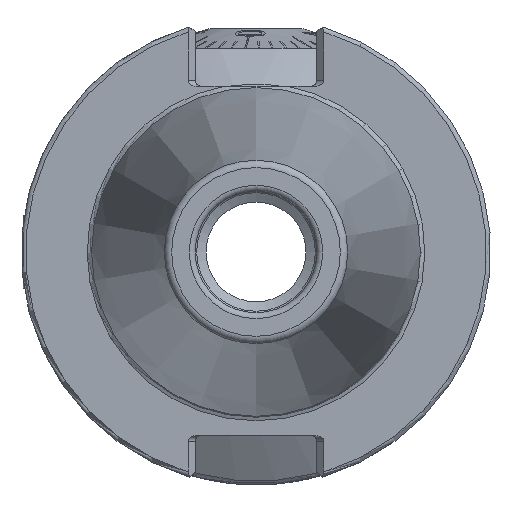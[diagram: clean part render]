
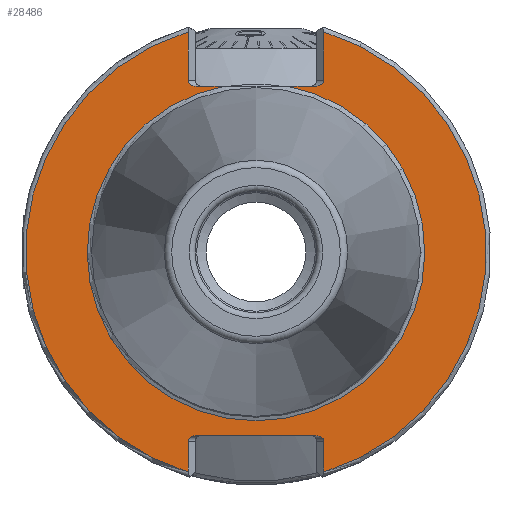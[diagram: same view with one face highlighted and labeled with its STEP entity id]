
A CAD part, left-side view. The second image highlights one B-rep face of the part: STEP entity #28486.
In plain terms, the highlighted planar face has unit normal (-1, 0, 0).
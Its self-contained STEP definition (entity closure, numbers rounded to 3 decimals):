
#25 = DIRECTION ( 'NONE',  ( 1., 0., 0. ) ) ;
#688 = CARTESIAN_POINT ( 'NONE',  ( 3.175, 9.19, 23.22 ) ) ;
#1345 = CIRCLE ( 'NONE', #12933, 31.15 ) ;
#1643 =( BOUNDED_CURVE ( )  B_SPLINE_CURVE ( 3, ( #7062, #37764, #37888, #31791 ),
 .UNSPECIFIED., .F., .T. ) 
 B_SPLINE_CURVE_WITH_KNOTS ( ( 4, 4 ),
 ( 4.712, 6.283 ),
 .UNSPECIFIED. ) 
 CURVE ( )  GEOMETRIC_REPRESENTATION_ITEM ( )  RATIONAL_B_SPLINE_CURVE ( ( 1., 0.805, 0.805, 1. ) ) 
 REPRESENTATION_ITEM ( '' )  );
#1716 = VERTEX_POINT ( 'NONE', #38376 ) ;
#1958 = VERTEX_POINT ( 'NONE', #19875 ) ;
#2006 = EDGE_CURVE ( 'NONE', #7967, #35564, #24280, .T. ) ;
#2027 = ORIENTED_EDGE ( 'NONE', *, *, #36723, .T. ) ;
#2221 = ORIENTED_EDGE ( 'NONE', *, *, #33561, .T. ) ;
#2251 = EDGE_CURVE ( 'NONE', #3492, #22458, #15567, .T. ) ;
#2945 = LINE ( 'NONE', #24412, #32931 ) ;
#3196 = CARTESIAN_POINT ( 'NONE',  ( 3.175, -9.19, 0. ) ) ;
#3335 = CARTESIAN_POINT ( 'NONE',  ( 3.175, 9.19, -25.62 ) ) ;
#3492 = VERTEX_POINT ( 'NONE', #20164 ) ;
#4182 = CARTESIAN_POINT ( 'NONE',  ( 3.175, -9.19, -25.62 ) ) ;
#4638 = CARTESIAN_POINT ( 'NONE',  ( 3.175, 0., 0. ) ) ;
#5209 = ORIENTED_EDGE ( 'NONE', *, *, #28074, .F. ) ;
#5529 = DIRECTION ( 'NONE',  ( -1., 0., 0. ) ) ;
#5837 = ORIENTED_EDGE ( 'NONE', *, *, #24443, .F. ) ;
#6230 = CARTESIAN_POINT ( 'NONE',  ( 3.175, -8.059, -24.82 ) ) ;
#6419 = CARTESIAN_POINT ( 'NONE',  ( 3.175, 22.825, 0. ) ) ;
#6886 = VERTEX_POINT ( 'NONE', #31219 ) ;
#7062 = CARTESIAN_POINT ( 'NONE',  ( 3.175, -8.059, -24.82 ) ) ;
#7251 = LINE ( 'NONE', #7767, #39422 ) ;
#7767 = CARTESIAN_POINT ( 'NONE',  ( 3.175, 9.19, -31.75 ) ) ;
#7967 = VERTEX_POINT ( 'NONE', #12676 ) ;
#8893 =( BOUNDED_CURVE ( )  B_SPLINE_CURVE ( 3, ( #22420, #13169, #38038, #688 ),
 .UNSPECIFIED., .F., .T. ) 
 B_SPLINE_CURVE_WITH_KNOTS ( ( 4, 4 ),
 ( 4.712, 6.283 ),
 .UNSPECIFIED. ) 
 CURVE ( )  GEOMETRIC_REPRESENTATION_ITEM ( )  RATIONAL_B_SPLINE_CURVE ( ( 1., 0.805, 0.805, 1. ) ) 
 REPRESENTATION_ITEM ( '' )  );
#9401 = ORIENTED_EDGE ( 'NONE', *, *, #2006, .T. ) ;
#9431 = CARTESIAN_POINT ( 'NONE',  ( 3.175, 0., 0. ) ) ;
#9488 = CARTESIAN_POINT ( 'NONE',  ( 3.175, 8.059, -24.82 ) ) ;
#10769 = CARTESIAN_POINT ( 'NONE',  ( 3.175, -8.059, 22.42 ) ) ;
#10902 = DIRECTION ( 'NONE',  ( -1., 0., 0. ) ) ;
#12676 = CARTESIAN_POINT ( 'NONE',  ( 3.175, 8.059, -24.82 ) ) ;
#12933 = AXIS2_PLACEMENT_3D ( 'NONE', #9431, #21772, #27976 ) ;
#13169 = CARTESIAN_POINT ( 'NONE',  ( 3.175, 8.721, 22.42 ) ) ;
#14496 = ORIENTED_EDGE ( 'NONE', *, *, #28899, .F. ) ;
#14540 = CARTESIAN_POINT ( 'NONE',  ( 3.175, -9.19, 22.751 ) ) ;
#14773 = VERTEX_POINT ( 'NONE', #4182 ) ;
#14909 = VERTEX_POINT ( 'NONE', #29448 ) ;
#15567 = LINE ( 'NONE', #26034, #27620 ) ;
#17080 = CARTESIAN_POINT ( 'NONE',  ( 3.175, 8.059, 22.42 ) ) ;
#18323 = ORIENTED_EDGE ( 'NONE', *, *, #39905, .T. ) ;
#19872 = DIRECTION ( 'NONE',  ( 0., 0., 1. ) ) ;
#19875 = CARTESIAN_POINT ( 'NONE',  ( 3.175, 9.19, -25.62 ) ) ;
#20007 = DIRECTION ( 'NONE',  ( 0., -1., 0. ) ) ;
#20164 = CARTESIAN_POINT ( 'NONE',  ( 3.175, 4.281, 22.42 ) ) ;
#20249 = ORIENTED_EDGE ( 'NONE', *, *, #36731, .T. ) ;
#20627 = DIRECTION ( 'NONE',  ( 0., 0., 1. ) ) ;
#21686 = DIRECTION ( 'NONE',  ( 0., 0., 1. ) ) ;
#21772 = DIRECTION ( 'NONE',  ( -1., 0., 0. ) ) ;
#22420 = CARTESIAN_POINT ( 'NONE',  ( 3.175, 8.059, 22.42 ) ) ;
#22443 = VECTOR ( 'NONE', #21686, 1000. ) ;
#22458 = VERTEX_POINT ( 'NONE', #17080 ) ;
#23282 = DIRECTION ( 'NONE',  ( 0., 1., 0. ) ) ;
#23643 = VERTEX_POINT ( 'NONE', #32849 ) ;
#23802 = VECTOR ( 'NONE', #33068, 1000. ) ;
#23822 = VECTOR ( 'NONE', #23282, 1000. ) ;
#24280 = LINE ( 'NONE', #38465, #27157 ) ;
#24412 = CARTESIAN_POINT ( 'NONE',  ( 3.175, -9.19, -31.75 ) ) ;
#24430 =( BOUNDED_CURVE ( )  B_SPLINE_CURVE ( 3, ( #29780, #14540, #35767, #26519 ),
 .UNSPECIFIED., .F., .T. ) 
 B_SPLINE_CURVE_WITH_KNOTS ( ( 4, 4 ),
 ( 3.142, 4.712 ),
 .UNSPECIFIED. ) 
 CURVE ( )  GEOMETRIC_REPRESENTATION_ITEM ( )  RATIONAL_B_SPLINE_CURVE ( ( 1., 0.805, 0.805, 1. ) ) 
 REPRESENTATION_ITEM ( '' )  );
#24443 = EDGE_CURVE ( 'NONE', #1716, #14773, #2945, .T. ) ;
#24498 = ORIENTED_EDGE ( 'NONE', *, *, #2251, .T. ) ;
#25848 = FACE_OUTER_BOUND ( 'NONE', #25988, .T. ) ;
#25988 = EDGE_LOOP ( 'NONE', ( #2027, #29566, #9401, #32355, #5837, #26083, #5209, #2221, #18323, #14496, #24498, #39286, #28320, #20249 ) ) ;
#26034 = CARTESIAN_POINT ( 'NONE',  ( 3.175, 22.825, 22.42 ) ) ;
#26083 = ORIENTED_EDGE ( 'NONE', *, *, #26259, .T. ) ;
#26108 = DIRECTION ( 'NONE',  ( 0., 0., 1. ) ) ;
#26251 = CARTESIAN_POINT ( 'NONE',  ( 3.175, 22.825, 22.42 ) ) ;
#26259 = EDGE_CURVE ( 'NONE', #1716, #23643, #1345, .T. ) ;
#26519 = CARTESIAN_POINT ( 'NONE',  ( 3.175, -8.059, 22.42 ) ) ;
#27157 = VECTOR ( 'NONE', #20007, 1000. ) ;
#27350 = CARTESIAN_POINT ( 'NONE',  ( 3.175, 9.19, 0. ) ) ;
#27620 = VECTOR ( 'NONE', #33592, 1000. ) ;
#27898 = CARTESIAN_POINT ( 'NONE',  ( 3.175, 9.19, -25.151 ) ) ;
#27976 = DIRECTION ( 'NONE',  ( 0., 0., 1. ) ) ;
#27992 = VERTEX_POINT ( 'NONE', #36470 ) ;
#27998 = DIRECTION ( 'NONE',  ( 0., 0., -1. ) ) ;
#28074 = EDGE_CURVE ( 'NONE', #31144, #23643, #37011, .T. ) ;
#28320 = ORIENTED_EDGE ( 'NONE', *, *, #29700, .F. ) ;
#28486 = ADVANCED_FACE ( 'NONE', ( #25848 ), #30872, .F. ) ;
#28899 = EDGE_CURVE ( 'NONE', #3492, #14909, #30670, .T. ) ;
#29448 = CARTESIAN_POINT ( 'NONE',  ( 3.175, -4.281, 22.42 ) ) ;
#29453 = CIRCLE ( 'NONE', #33450, 31.15 ) ;
#29566 = ORIENTED_EDGE ( 'NONE', *, *, #34689, .T. ) ;
#29700 = EDGE_CURVE ( 'NONE', #6886, #32485, #38835, .T. ) ;
#29780 = CARTESIAN_POINT ( 'NONE',  ( 3.175, -9.19, 23.22 ) ) ;
#30060 = AXIS2_PLACEMENT_3D ( 'NONE', #6419, #25, #27998 ) ;
#30670 = CIRCLE ( 'NONE', #32145, 22.825 ) ;
#30872 = PLANE ( 'NONE',  #30060 ) ;
#31144 = VERTEX_POINT ( 'NONE', #38135 ) ;
#31219 = CARTESIAN_POINT ( 'NONE',  ( 3.175, 9.19, 29.764 ) ) ;
#31791 = CARTESIAN_POINT ( 'NONE',  ( 3.175, -9.19, -25.62 ) ) ;
#32145 = AXIS2_PLACEMENT_3D ( 'NONE', #39478, #5529, #20627 ) ;
#32355 = ORIENTED_EDGE ( 'NONE', *, *, #33892, .T. ) ;
#32485 = VERTEX_POINT ( 'NONE', #39644 ) ;
#32849 = CARTESIAN_POINT ( 'NONE',  ( 3.175, -9.19, 29.764 ) ) ;
#32931 = VECTOR ( 'NONE', #40113, 1000. ) ;
#33068 = DIRECTION ( 'NONE',  ( 0., 0., -1. ) ) ;
#33450 = AXIS2_PLACEMENT_3D ( 'NONE', #4638, #10902, #26108 ) ;
#33561 = EDGE_CURVE ( 'NONE', #31144, #36734, #24430, .T. ) ;
#33592 = DIRECTION ( 'NONE',  ( 0., 1., 0. ) ) ;
#33892 = EDGE_CURVE ( 'NONE', #35564, #14773, #1643, .T. ) ;
#33896 = EDGE_CURVE ( 'NONE', #22458, #32485, #8893, .T. ) ;
#34481 = LINE ( 'NONE', #26251, #23822 ) ;
#34689 = EDGE_CURVE ( 'NONE', #1958, #7967, #37453, .T. ) ;
#35564 = VERTEX_POINT ( 'NONE', #6230 ) ;
#35767 = CARTESIAN_POINT ( 'NONE',  ( 3.175, -8.721, 22.42 ) ) ;
#36470 = CARTESIAN_POINT ( 'NONE',  ( 3.175, 9.19, -29.764 ) ) ;
#36723 = EDGE_CURVE ( 'NONE', #27992, #1958, #7251, .T. ) ;
#36731 = EDGE_CURVE ( 'NONE', #6886, #27992, #29453, .T. ) ;
#36734 = VERTEX_POINT ( 'NONE', #10769 ) ;
#37011 = LINE ( 'NONE', #3196, #22443 ) ;
#37453 =( BOUNDED_CURVE ( )  B_SPLINE_CURVE ( 3, ( #3335, #27898, #37555, #9488 ),
 .UNSPECIFIED., .F., .T. ) 
 B_SPLINE_CURVE_WITH_KNOTS ( ( 4, 4 ),
 ( 3.142, 4.712 ),
 .UNSPECIFIED. ) 
 CURVE ( )  GEOMETRIC_REPRESENTATION_ITEM ( )  RATIONAL_B_SPLINE_CURVE ( ( 1., 0.805, 0.805, 1. ) ) 
 REPRESENTATION_ITEM ( '' )  );
#37555 = CARTESIAN_POINT ( 'NONE',  ( 3.175, 8.721, -24.82 ) ) ;
#37764 = CARTESIAN_POINT ( 'NONE',  ( 3.175, -8.721, -24.82 ) ) ;
#37888 = CARTESIAN_POINT ( 'NONE',  ( 3.175, -9.19, -25.151 ) ) ;
#38038 = CARTESIAN_POINT ( 'NONE',  ( 3.175, 9.19, 22.751 ) ) ;
#38135 = CARTESIAN_POINT ( 'NONE',  ( 3.175, -9.19, 23.22 ) ) ;
#38376 = CARTESIAN_POINT ( 'NONE',  ( 3.175, -9.19, -29.764 ) ) ;
#38465 = CARTESIAN_POINT ( 'NONE',  ( 3.175, -9.19, -24.82 ) ) ;
#38835 = LINE ( 'NONE', #27350, #23802 ) ;
#39286 = ORIENTED_EDGE ( 'NONE', *, *, #33896, .T. ) ;
#39422 = VECTOR ( 'NONE', #19872, 1000. ) ;
#39478 = CARTESIAN_POINT ( 'NONE',  ( 3.175, 0., 0. ) ) ;
#39644 = CARTESIAN_POINT ( 'NONE',  ( 3.175, 9.19, 23.22 ) ) ;
#39905 = EDGE_CURVE ( 'NONE', #36734, #14909, #34481, .T. ) ;
#40113 = DIRECTION ( 'NONE',  ( 0., 0., 1. ) ) ;
